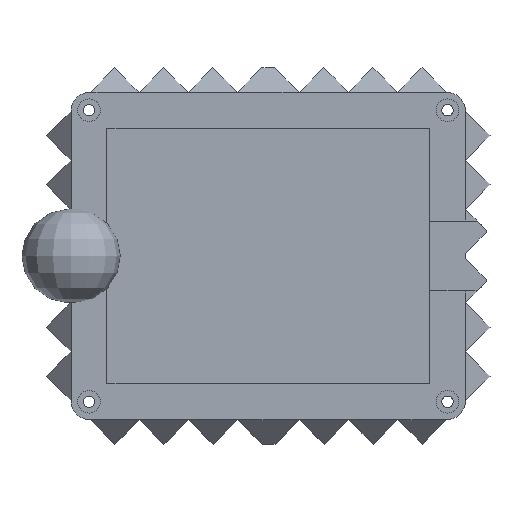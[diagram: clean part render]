
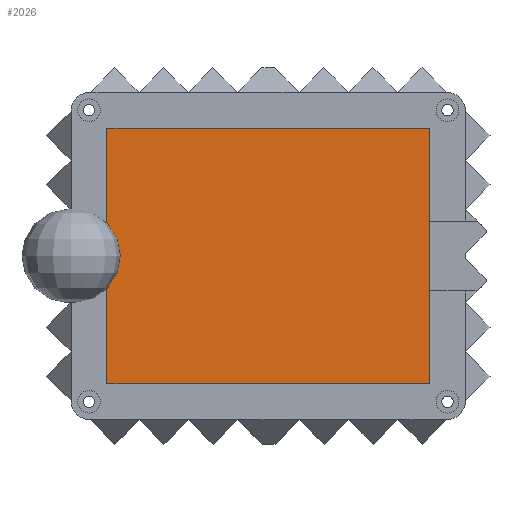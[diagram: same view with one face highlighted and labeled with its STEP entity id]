
A CAD part, top view. The second image highlights one B-rep face of the part: STEP entity #2026.
In plain terms, the highlighted planar face has unit normal (0, 0, 1).
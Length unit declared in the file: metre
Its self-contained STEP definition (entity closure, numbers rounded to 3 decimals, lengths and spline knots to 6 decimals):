
#96=LINE('',#3179,#326);
#100=LINE('',#3187,#330);
#106=LINE('',#3199,#336);
#114=LINE('',#3230,#344);
#326=VECTOR('',#2510,1.);
#330=VECTOR('',#2516,1.);
#336=VECTOR('',#2524,1.);
#344=VECTOR('',#2558,1.);
#583=PLANE('',#2283);
#712=FACE_OUTER_BOUND('',#866,.T.);
#866=EDGE_LOOP('',(#1616,#1617,#1618,#1619));
#1059=VERTEX_POINT('',#3177);
#1060=VERTEX_POINT('',#3178);
#1063=VERTEX_POINT('',#3186);
#1068=VERTEX_POINT('',#3198);
#1213=EDGE_CURVE('',#1059,#1060,#96,.T.);
#1217=EDGE_CURVE('',#1059,#1063,#100,.T.);
#1223=EDGE_CURVE('',#1063,#1068,#106,.T.);
#1239=EDGE_CURVE('',#1060,#1068,#114,.T.);
#1616=ORIENTED_EDGE('',*,*,#1217,.F.);
#1617=ORIENTED_EDGE('',*,*,#1213,.T.);
#1618=ORIENTED_EDGE('',*,*,#1239,.T.);
#1619=ORIENTED_EDGE('',*,*,#1223,.F.);
#2026=ADVANCED_FACE('',(#712),#583,.T.);
#2283=AXIS2_PLACEMENT_3D('',#3342,#2629,#2630);
#2510=DIRECTION('',(0.,-1.,0.));
#2516=DIRECTION('',(1.,0.,0.));
#2524=DIRECTION('',(0.,-1.,0.));
#2558=DIRECTION('',(1.,0.,0.));
#2629=DIRECTION('center_axis',(0.,0.,1.));
#2630=DIRECTION('ref_axis',(1.,0.,0.));
#3177=CARTESIAN_POINT('',(-0.048592,0.018919,0.003));
#3178=CARTESIAN_POINT('',(-0.048592,-0.048756,0.003));
#3179=CARTESIAN_POINT('',(-0.048592,-0.014918,0.003));
#3186=CARTESIAN_POINT('',(0.036814,0.018919,0.003));
#3187=CARTESIAN_POINT('',(-0.005889,0.018919,0.003));
#3198=CARTESIAN_POINT('',(0.036814,-0.048756,0.003));
#3199=CARTESIAN_POINT('',(0.036814,-0.014918,0.003));
#3230=CARTESIAN_POINT('',(-0.005889,-0.048756,0.003));
#3342=CARTESIAN_POINT('Origin',(-0.005889,-0.014918,0.003));
